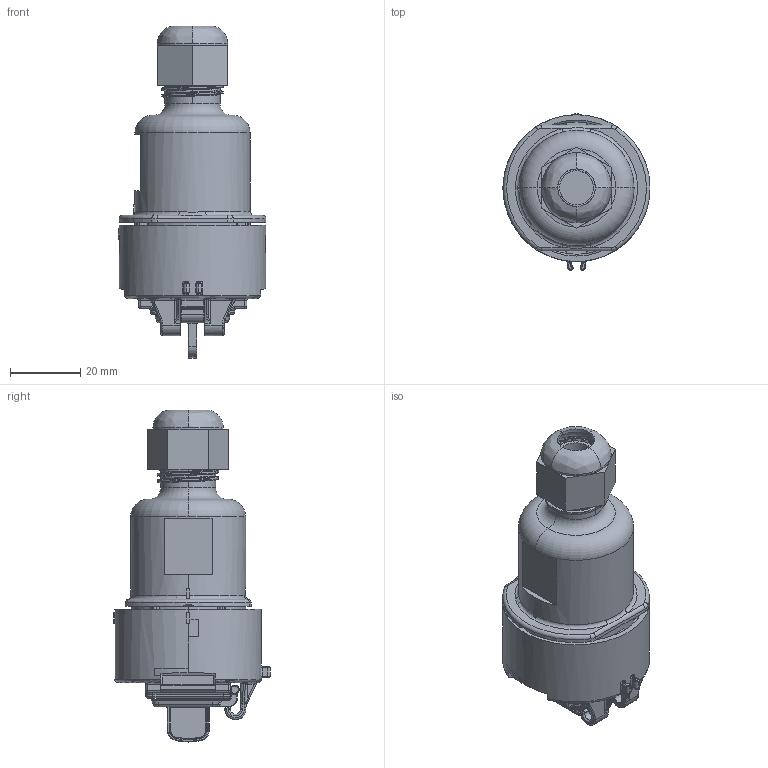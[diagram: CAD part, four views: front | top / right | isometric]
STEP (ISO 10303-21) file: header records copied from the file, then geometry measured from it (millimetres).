
FILE_DESCRIPTION(('CATIA V5 STEP Exchange','CAx-IF Rec.Pracs.--- Model Styling and Organization---1.4--- 2014-01-23'),'2;1');
FILE_NAME ('032618-3_0', '2022-06-08T05:47:14+00:00', ('none'), ('Weidmueller'), 'CATIA Version 5-6 Release 2016 SP3 HF44', 'CATIA V5 STEP AP214', 'none');
FILE_SCHEMA(('AUTOMOTIVE_DESIGN { 1 0 10303 214 1 1 1 1 }'));
Length unit declared in the file: millimetre
Products named in the file (1): 8813090000
Bounding box: 42.1 x 44.61 x 94.5 mm (x, y, z)
Volume: 37720.5 mm3; surface area: 36672.3 mm2
Topology: 8 solids, 8 shells, 1888 faces, 4828 edges, 2979 vertices
Faces by surface type: plane 748, cylinder 524, bspline 284, torus 194, cone 84, sphere 54
Entity records: 89168 total; most frequent: CARTESIAN_POINT 47994, ORIENTED_EDGE 9656, DIRECTION 6641, EDGE_CURVE 4828, VERTEX_POINT 2979, AXIS2_PLACEMENT_3D 2706, VECTOR 2336, LINE 2336
